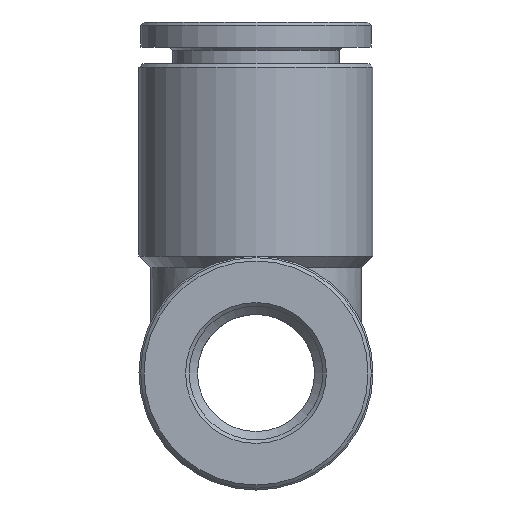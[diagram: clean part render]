
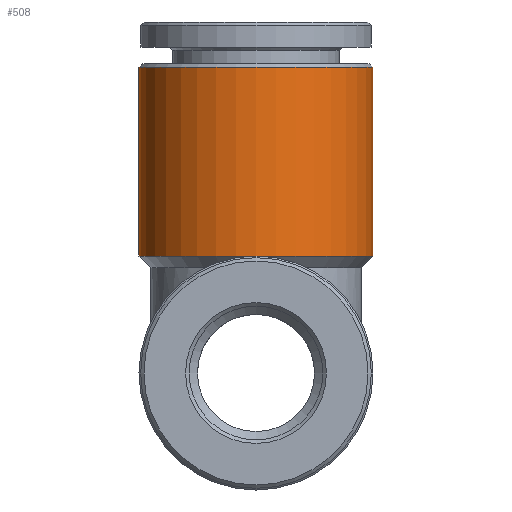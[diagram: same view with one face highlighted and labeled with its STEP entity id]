
A CAD part, left-side view. The second image highlights one B-rep face of the part: STEP entity #508.
In plain terms, the highlighted cylindrical face has radius 7 mm (diameter 14 mm), a full revolution.
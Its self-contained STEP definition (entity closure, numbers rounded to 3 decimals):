
#112=ORIENTED_EDGE('',*,*,#184,.F.);
#113=ORIENTED_EDGE('',*,*,#183,.T.);
#183=EDGE_CURVE('',#230,#230,#273,.T.);
#184=EDGE_CURVE('',#231,#231,#274,.T.);
#230=VERTEX_POINT('',#910);
#231=VERTEX_POINT('',#913);
#273=CIRCLE('',#597,7.);
#274=CIRCLE('',#599,7.);
#340=EDGE_LOOP('',(#112));
#341=EDGE_LOOP('',(#113));
#428=FACE_BOUND('',#340,.T.);
#429=FACE_BOUND('',#341,.T.);
#476=CYLINDRICAL_SURFACE('',#598,7.);
#508=ADVANCED_FACE('',(#428,#429),#476,.T.);
#597=AXIS2_PLACEMENT_3D('',#909,#749,#750);
#598=AXIS2_PLACEMENT_3D('',#911,#751,#752);
#599=AXIS2_PLACEMENT_3D('',#912,#753,#754);
#749=DIRECTION('',(0.,0.,1.));
#750=DIRECTION('',(1.,0.,0.));
#751=DIRECTION('',(0.,0.,1.));
#752=DIRECTION('',(1.,0.,0.));
#753=DIRECTION('',(0.,0.,1.));
#754=DIRECTION('',(1.,0.,0.));
#909=CARTESIAN_POINT('',(0.,0.,7.));
#910=CARTESIAN_POINT('',(7.,0.,7.));
#911=CARTESIAN_POINT('',(0.,0.,21.));
#912=CARTESIAN_POINT('',(0.,0.,18.3));
#913=CARTESIAN_POINT('',(7.,0.,18.3));
